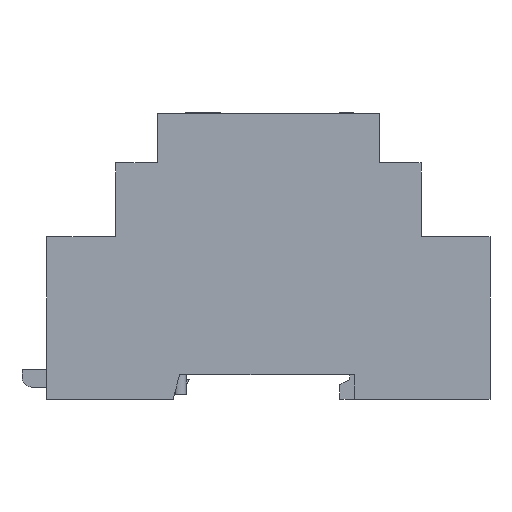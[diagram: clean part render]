
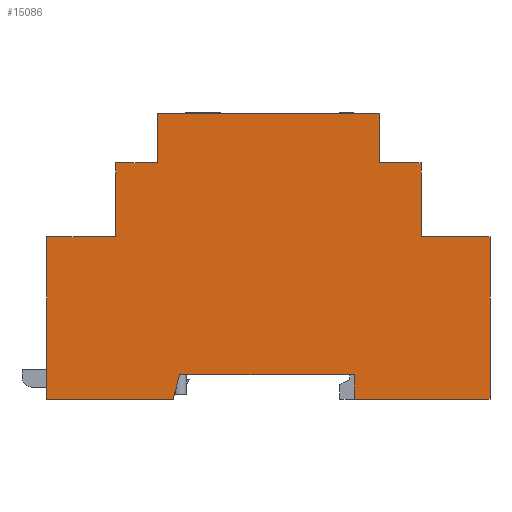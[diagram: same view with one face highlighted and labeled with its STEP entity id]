
A CAD part, front view. The second image highlights one B-rep face of the part: STEP entity #15086.
In plain terms, the highlighted planar face has unit normal (0, -1, 0).
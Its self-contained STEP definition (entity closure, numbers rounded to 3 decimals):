
#13645=CARTESIAN_POINT('',(-67.5,-36.5,-58.));
#13646=VERTEX_POINT('',#13645);
#13653=CARTESIAN_POINT('',(-67.5,-36.5,-25.));
#13654=VERTEX_POINT('',#13653);
#13655=CARTESIAN_POINT('',(-67.5,-36.5,-25.));
#13656=DIRECTION('',(0.,0.,-1.));
#13657=VECTOR('',#13656,33.);
#13658=LINE('',#13655,#13657);
#13659=EDGE_CURVE('',#13654,#13646,#13658,.T.);
#13743=CARTESIAN_POINT('',(22.5,-36.5,-25.));
#13744=VERTEX_POINT('',#13743);
#13751=CARTESIAN_POINT('',(22.5,-36.5,-58.));
#13752=VERTEX_POINT('',#13751);
#13753=CARTESIAN_POINT('',(22.5,-36.5,-58.));
#13754=DIRECTION('',(0.,0.,1.));
#13755=VECTOR('',#13754,33.);
#13756=LINE('',#13753,#13755);
#13757=EDGE_CURVE('',#13752,#13744,#13756,.T.);
#14100=CARTESIAN_POINT('',(-5.,-36.5,-58.));
#14101=VERTEX_POINT('',#14100);
#14108=CARTESIAN_POINT('',(-5.,-36.5,-53.));
#14109=VERTEX_POINT('',#14108);
#14110=CARTESIAN_POINT('',(-5.,-36.5,-53.));
#14111=DIRECTION('',(0.,0.,-1.));
#14112=VECTOR('',#14111,5.);
#14113=LINE('',#14110,#14112);
#14114=EDGE_CURVE('',#14109,#14101,#14113,.T.);
#14160=CARTESIAN_POINT('',(-45.,-36.5,0.));
#14161=VERTEX_POINT('',#14160);
#14168=CARTESIAN_POINT('',(0.,-36.5,0.));
#14169=VERTEX_POINT('',#14168);
#14170=CARTESIAN_POINT('',(0.,-36.5,0.));
#14171=DIRECTION('',(-1.,0.,0.));
#14172=VECTOR('',#14171,45.);
#14173=LINE('',#14170,#14172);
#14174=EDGE_CURVE('',#14169,#14161,#14173,.T.);
#14353=CARTESIAN_POINT('',(-53.5,-36.5,-25.));
#14354=VERTEX_POINT('',#14353);
#14355=CARTESIAN_POINT('',(-53.5,-36.5,-25.));
#14356=DIRECTION('',(-1.,0.,0.));
#14357=VECTOR('',#14356,14.);
#14358=LINE('',#14355,#14357);
#14359=EDGE_CURVE('',#14354,#13654,#14358,.T.);
#14568=CARTESIAN_POINT('',(-40.5,-36.5,-53.));
#14569=VERTEX_POINT('',#14568);
#14570=CARTESIAN_POINT('',(-40.5,-36.5,-53.));
#14571=DIRECTION('',(1.,0.,-0.));
#14572=VECTOR('',#14571,35.5);
#14573=LINE('',#14570,#14572);
#14574=EDGE_CURVE('',#14569,#14109,#14573,.T.);
#14676=CARTESIAN_POINT('',(-5.,-36.5,-58.));
#14677=DIRECTION('',(1.,0.,-0.));
#14678=VECTOR('',#14677,27.5);
#14679=LINE('',#14676,#14678);
#14680=EDGE_CURVE('',#14101,#13752,#14679,.T.);
#14865=CARTESIAN_POINT('',(8.5,-36.5,-25.));
#14866=VERTEX_POINT('',#14865);
#14873=CARTESIAN_POINT('',(22.5,-36.5,-25.));
#14874=DIRECTION('',(-1.,0.,0.));
#14875=VECTOR('',#14874,14.);
#14876=LINE('',#14873,#14875);
#14877=EDGE_CURVE('',#13744,#14866,#14876,.T.);
#14896=CARTESIAN_POINT('',(8.5,-36.5,-10.));
#14897=VERTEX_POINT('',#14896);
#14904=CARTESIAN_POINT('',(8.5,-36.5,-25.));
#14905=DIRECTION('',(0.,0.,1.));
#14906=VECTOR('',#14905,15.);
#14907=LINE('',#14904,#14906);
#14908=EDGE_CURVE('',#14866,#14897,#14907,.T.);
#14927=CARTESIAN_POINT('',(0.,-36.5,-10.));
#14928=VERTEX_POINT('',#14927);
#14935=CARTESIAN_POINT('',(8.5,-36.5,-10.));
#14936=DIRECTION('',(-1.,0.,0.));
#14937=VECTOR('',#14936,8.5);
#14938=LINE('',#14935,#14937);
#14939=EDGE_CURVE('',#14897,#14928,#14938,.T.);
#14957=CARTESIAN_POINT('',(0.,-36.5,-10.));
#14958=DIRECTION('',(0.,0.,1.));
#14959=VECTOR('',#14958,10.);
#14960=LINE('',#14957,#14959);
#14961=EDGE_CURVE('',#14928,#14169,#14960,.T.);
#14980=CARTESIAN_POINT('',(-45.,-36.5,-10.));
#14981=VERTEX_POINT('',#14980);
#14988=CARTESIAN_POINT('',(-45.,-36.5,0.));
#14989=DIRECTION('',(0.,0.,-1.));
#14990=VECTOR('',#14989,10.);
#14991=LINE('',#14988,#14990);
#14992=EDGE_CURVE('',#14161,#14981,#14991,.T.);
#15011=CARTESIAN_POINT('',(-53.5,-36.5,-10.));
#15012=VERTEX_POINT('',#15011);
#15019=CARTESIAN_POINT('',(-45.,-36.5,-10.));
#15020=DIRECTION('',(-1.,0.,0.));
#15021=VECTOR('',#15020,8.5);
#15022=LINE('',#15019,#15021);
#15023=EDGE_CURVE('',#14981,#15012,#15022,.T.);
#15041=CARTESIAN_POINT('',(-53.5,-36.5,-10.));
#15042=DIRECTION('',(0.,0.,-1.));
#15043=VECTOR('',#15042,15.);
#15044=LINE('',#15041,#15043);
#15045=EDGE_CURVE('',#15012,#14354,#15044,.T.);
#15051=CARTESIAN_POINT('',(0.,-36.5,0.));
#15052=DIRECTION('',(0.,-1.,0.));
#15053=DIRECTION('',(0.,0.,1.));
#15054=AXIS2_PLACEMENT_3D('',#15051,#15052,#15053);
#15055=PLANE('',#15054);
#15056=CARTESIAN_POINT('',(-41.84,-36.5,-58.));
#15057=VERTEX_POINT('',#15056);
#15058=CARTESIAN_POINT('',(-67.5,-36.5,-58.));
#15059=DIRECTION('',(1.,0.,0.));
#15060=VECTOR('',#15059,25.66);
#15061=LINE('',#15058,#15060);
#15062=EDGE_CURVE('',#13646,#15057,#15061,.T.);
#15063=ORIENTED_EDGE('',*,*,#15062,.T.);
#15064=CARTESIAN_POINT('',(-41.84,-36.5,-58.));
#15065=DIRECTION('',(0.259,0.,0.966));
#15066=VECTOR('',#15065,5.176);
#15067=LINE('',#15064,#15066);
#15068=EDGE_CURVE('',#15057,#14569,#15067,.T.);
#15069=ORIENTED_EDGE('',*,*,#15068,.T.);
#15070=ORIENTED_EDGE('',*,*,#14574,.T.);
#15071=ORIENTED_EDGE('',*,*,#14114,.T.);
#15072=ORIENTED_EDGE('',*,*,#14680,.T.);
#15073=ORIENTED_EDGE('',*,*,#13757,.T.);
#15074=ORIENTED_EDGE('',*,*,#14877,.T.);
#15075=ORIENTED_EDGE('',*,*,#14908,.T.);
#15076=ORIENTED_EDGE('',*,*,#14939,.T.);
#15077=ORIENTED_EDGE('',*,*,#14961,.T.);
#15078=ORIENTED_EDGE('',*,*,#14174,.T.);
#15079=ORIENTED_EDGE('',*,*,#14992,.T.);
#15080=ORIENTED_EDGE('',*,*,#15023,.T.);
#15081=ORIENTED_EDGE('',*,*,#15045,.T.);
#15082=ORIENTED_EDGE('',*,*,#14359,.T.);
#15083=ORIENTED_EDGE('',*,*,#13659,.T.);
#15084=EDGE_LOOP('',(#15063,#15069,#15070,#15071,#15072,#15073,#15074,#15075,#15076,#15077,#15078,#15079,#15080,#15081,#15082,#15083));
#15085=FACE_BOUND('',#15084,.T.);
#15086=ADVANCED_FACE('',(#15085),#15055,.T.);
